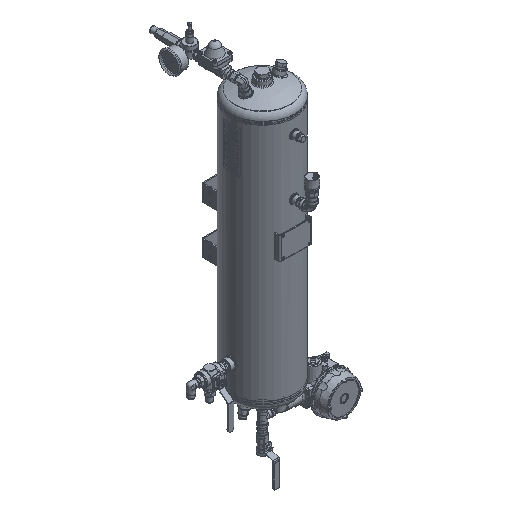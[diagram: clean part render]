
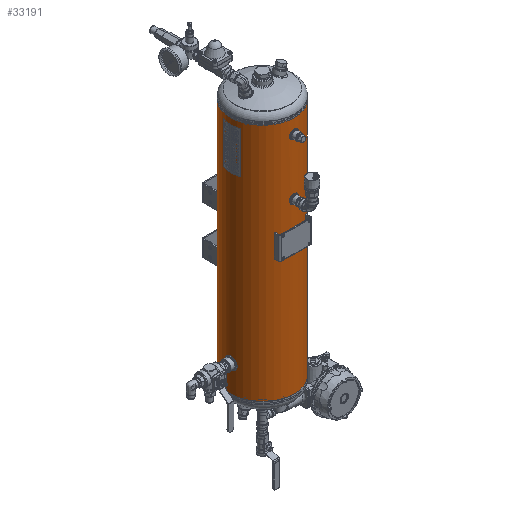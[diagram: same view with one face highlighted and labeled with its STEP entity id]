
A CAD part, isometric view. The second image highlights one B-rep face of the part: STEP entity #33191.
In plain terms, the highlighted cylindrical face has radius 100 mm (diameter 200 mm), a partial arc.
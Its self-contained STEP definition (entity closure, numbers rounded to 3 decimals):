
#2216=B_SPLINE_CURVE_WITH_KNOTS('',3,(#60215,#60216,#60217,#60218,#60219,
#60220,#60221,#60222,#60223,#60224,#60225,#60226,#60227,#60228,#60229,#60230,
#60231,#60232,#60233),.UNSPECIFIED.,.T.,.F.,(1,1,1,1,1,1,1,1,1,1,1,1,1,
1,1,1,1,1,1,1,1,1,1),(-0.012,-0.008,-0.004,
0.,0.004,0.008,0.012,
0.016,0.02,0.023,0.027,
0.031,0.035,0.039,0.043,
0.047,0.051,0.055,0.059,
0.063,0.066,0.07,0.074),
 .UNSPECIFIED.);
#2217=B_SPLINE_CURVE_WITH_KNOTS('',3,(#60235,#60236,#60237,#60238,#60239,
#60240,#60241,#60242,#60243,#60244,#60245,#60246,#60247,#60248,#60249,#60250,
#60251,#60252,#60253),.UNSPECIFIED.,.T.,.F.,(1,1,1,1,1,1,1,1,1,1,1,1,1,
1,1,1,1,1,1,1,1,1,1),(-0.012,-0.008,-0.004,
0.,0.004,0.008,0.012,0.016,
0.02,0.023,0.027,0.031,
0.035,0.039,0.043,0.047,
0.051,0.055,0.059,0.063,
0.066,0.07,0.074),.UNSPECIFIED.);
#2218=B_SPLINE_CURVE_WITH_KNOTS('',3,(#60255,#60256,#60257,#60258,#60259,
#60260,#60261,#60262,#60263,#60264,#60265,#60266,#60267,#60268,#60269,#60270,
#60271,#60272,#60273),.UNSPECIFIED.,.T.,.F.,(1,1,1,1,1,1,1,1,1,1,1,1,1,
1,1,1,1,1,1,1,1,1,1),(-0.018,-0.012,-0.006,
0.,0.006,0.012,0.018,
0.023,0.029,0.035,0.041,
0.047,0.053,0.059,0.065,
0.07,0.076,0.082,0.088,
0.094,0.1,0.106,0.112),
 .UNSPECIFIED.);
#3593=LINE('',#60275,#5167);
#3594=LINE('',#60280,#5168);
#5167=VECTOR('',#50510,1000.);
#5168=VECTOR('',#50513,1000.);
#6746=ORIENTED_EDGE('',*,*,#16464,.T.);
#6747=ORIENTED_EDGE('',*,*,#16465,.T.);
#6748=ORIENTED_EDGE('',*,*,#16466,.T.);
#6749=ORIENTED_EDGE('',*,*,#16467,.T.);
#6750=ORIENTED_EDGE('',*,*,#16468,.T.);
#6751=ORIENTED_EDGE('',*,*,#16469,.F.);
#6752=ORIENTED_EDGE('',*,*,#16470,.F.);
#16464=EDGE_CURVE('',#21323,#21323,#2216,.T.);
#16465=EDGE_CURVE('',#21324,#21324,#2217,.T.);
#16466=EDGE_CURVE('',#21325,#21325,#2218,.T.);
#16467=EDGE_CURVE('',#21326,#21327,#3593,.T.);
#16468=EDGE_CURVE('',#21327,#21328,#24541,.T.);
#16469=EDGE_CURVE('',#21329,#21328,#3594,.T.);
#16470=EDGE_CURVE('',#21326,#21329,#24542,.T.);
#21323=VERTEX_POINT('',#60234);
#21324=VERTEX_POINT('',#60254);
#21325=VERTEX_POINT('',#60274);
#21326=VERTEX_POINT('',#60276);
#21327=VERTEX_POINT('',#60277);
#21328=VERTEX_POINT('',#60279);
#21329=VERTEX_POINT('',#60281);
#24541=CIRCLE('',#46467,100.);
#24542=CIRCLE('',#46468,100.);
#26345=EDGE_LOOP('',(#6746));
#26346=EDGE_LOOP('',(#6747));
#26347=EDGE_LOOP('',(#6748));
#26348=EDGE_LOOP('',(#6749,#6750,#6751,#6752));
#29444=FACE_BOUND('',#26345,.T.);
#29445=FACE_BOUND('',#26346,.T.);
#29446=FACE_BOUND('',#26347,.T.);
#29447=FACE_BOUND('',#26348,.T.);
#32547=CYLINDRICAL_SURFACE('',#46466,100.);
#33191=ADVANCED_FACE('',(#29444,#29445,#29446,#29447),#32547,.T.);
#46466=AXIS2_PLACEMENT_3D('',#60214,#50508,#50509);
#46467=AXIS2_PLACEMENT_3D('',#60278,#50511,#50512);
#46468=AXIS2_PLACEMENT_3D('',#60282,#50514,#50515);
#50508=DIRECTION('',(0.,-1.,0.));
#50509=DIRECTION('',(0.,0.,-1.));
#50510=DIRECTION('',(0.,-1.,0.));
#50511=DIRECTION('',(0.,1.,0.));
#50512=DIRECTION('',(1.,0.,0.));
#50513=DIRECTION('',(0.,-1.,0.));
#50514=DIRECTION('',(0.,1.,0.));
#50515=DIRECTION('',(1.,0.,0.));
#60214=CARTESIAN_POINT('',(0.,750.,0.));
#60215=CARTESIAN_POINT('',(-9.473,48.444,-99.554));
#60216=CARTESIAN_POINT('',(-10.262,44.497,-99.471));
#60217=CARTESIAN_POINT('',(-9.477,40.569,-99.553));
#60218=CARTESIAN_POINT('',(-7.254,37.244,-99.75));
#60219=CARTESIAN_POINT('',(-3.93,35.023,-99.946));
#60220=CARTESIAN_POINT('',(-0.006,34.24,-100.027));
#60221=CARTESIAN_POINT('',(3.922,35.019,-99.946));
#60222=CARTESIAN_POINT('',(7.252,37.242,-99.75));
#60223=CARTESIAN_POINT('',(9.478,40.57,-99.553));
#60224=CARTESIAN_POINT('',(10.26,44.496,-99.472));
#60225=CARTESIAN_POINT('',(9.481,48.422,-99.553));
#60226=CARTESIAN_POINT('',(7.262,51.747,-99.749));
#60227=CARTESIAN_POINT('',(3.94,53.974,-99.945));
#60228=CARTESIAN_POINT('',(0.01,54.761,-100.027));
#60229=CARTESIAN_POINT('',(-3.923,53.981,-99.946));
#60230=CARTESIAN_POINT('',(-7.249,51.759,-99.75));
#60231=CARTESIAN_POINT('',(-9.473,48.444,-99.554));
#60232=CARTESIAN_POINT('',(-10.262,44.497,-99.471));
#60233=CARTESIAN_POINT('',(-9.477,40.569,-99.553));
#60234=CARTESIAN_POINT('',(-10.,44.5,-99.499));
#60235=CARTESIAN_POINT('',(-9.473,224.444,-99.554));
#60236=CARTESIAN_POINT('',(-10.262,220.497,-99.471));
#60237=CARTESIAN_POINT('',(-9.477,216.569,-99.553));
#60238=CARTESIAN_POINT('',(-7.254,213.244,-99.75));
#60239=CARTESIAN_POINT('',(-3.93,211.023,-99.946));
#60240=CARTESIAN_POINT('',(-0.006,210.24,-100.027));
#60241=CARTESIAN_POINT('',(3.922,211.019,-99.946));
#60242=CARTESIAN_POINT('',(7.252,213.242,-99.75));
#60243=CARTESIAN_POINT('',(9.478,216.57,-99.553));
#60244=CARTESIAN_POINT('',(10.26,220.496,-99.472));
#60245=CARTESIAN_POINT('',(9.481,224.422,-99.553));
#60246=CARTESIAN_POINT('',(7.262,227.747,-99.749));
#60247=CARTESIAN_POINT('',(3.94,229.974,-99.945));
#60248=CARTESIAN_POINT('',(0.01,230.761,-100.027));
#60249=CARTESIAN_POINT('',(-3.923,229.981,-99.946));
#60250=CARTESIAN_POINT('',(-7.249,227.759,-99.75));
#60251=CARTESIAN_POINT('',(-9.473,224.444,-99.554));
#60252=CARTESIAN_POINT('',(-10.262,220.497,-99.471));
#60253=CARTESIAN_POINT('',(-9.477,216.569,-99.553));
#60254=CARTESIAN_POINT('',(-10.,220.5,-99.499));
#60255=CARTESIAN_POINT('',(-98.994,672.42,14.208));
#60256=CARTESIAN_POINT('',(-98.806,666.495,15.395));
#60257=CARTESIAN_POINT('',(-98.993,660.6,14.214));
#60258=CARTESIAN_POINT('',(-99.436,655.617,10.88));
#60259=CARTESIAN_POINT('',(-99.878,652.286,5.9));
#60260=CARTESIAN_POINT('',(-100.061,651.109,0.009));
#60261=CARTESIAN_POINT('',(-99.879,652.279,-5.887));
#60262=CARTESIAN_POINT('',(-99.437,655.615,-10.879));
#60263=CARTESIAN_POINT('',(-98.992,660.601,-14.215));
#60264=CARTESIAN_POINT('',(-98.807,666.494,-15.391));
#60265=CARTESIAN_POINT('',(-98.992,672.387,-14.219));
#60266=CARTESIAN_POINT('',(-99.435,677.371,-10.892));
#60267=CARTESIAN_POINT('',(-99.877,680.709,-5.914));
#60268=CARTESIAN_POINT('',(-100.061,681.893,-0.013));
#60269=CARTESIAN_POINT('',(-99.878,680.72,5.889));
#60270=CARTESIAN_POINT('',(-99.437,677.387,10.874));
#60271=CARTESIAN_POINT('',(-98.994,672.42,14.208));
#60272=CARTESIAN_POINT('',(-98.806,666.495,15.395));
#60273=CARTESIAN_POINT('',(-98.993,660.6,14.214));
#60274=CARTESIAN_POINT('',(-98.869,666.5,15.));
#60275=CARTESIAN_POINT('',(0.254,801.561,100.));
#60276=CARTESIAN_POINT('',(0.254,750.,100.));
#60277=CARTESIAN_POINT('',(0.254,0.,100.));
#60278=CARTESIAN_POINT('',(0.,0.,0.));
#60279=CARTESIAN_POINT('',(-0.254,0.,100.));
#60280=CARTESIAN_POINT('',(-0.254,801.561,100.));
#60281=CARTESIAN_POINT('',(-0.254,750.,100.));
#60282=CARTESIAN_POINT('',(0.,750.,0.));
